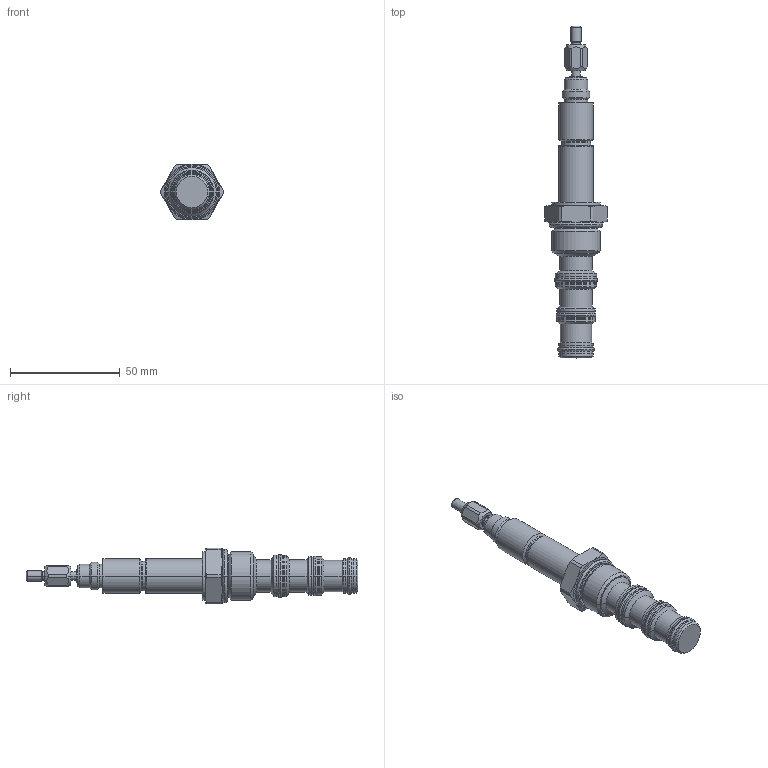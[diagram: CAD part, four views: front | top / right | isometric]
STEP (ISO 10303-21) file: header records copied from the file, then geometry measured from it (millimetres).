
FILE_DESCRIPTION((''),'2;1');
FILE_NAME('PRT0009','2009-03-02T',('JCS'),(''),'PRO/ENGINEER BY PARAMETRIC TECHNOLOGY CORPORATION, 2008010','PRO/ENGINEER BY PARAMETRIC TECHNOLOGY CORPORATION, 2008010','');
FILE_SCHEMA(('CONFIG_CONTROL_DESIGN'));
Length unit declared in the file: inch
Products named in the file (1): PRT0009
Bounding box: 28.57 x 151.38 x 25.4 mm (x, y, z)
Volume: 30805.4 mm3; surface area: 11694.1 mm2
Topology: 3 solids, 3 shells, 270 faces, 570 edges, 332 vertices
Faces by surface type: cylinder 96, cone 66, plane 44, revolution 36, torus 28
Entity records: 7998 total; most frequent: CARTESIAN_POINT 2058, DIRECTION 1332, ORIENTED_EDGE 1140, EDGE_CURVE 570, AXIS2_PLACEMENT_3D 564, VERTEX_POINT 332, CIRCLE 330, EDGE_LOOP 300
